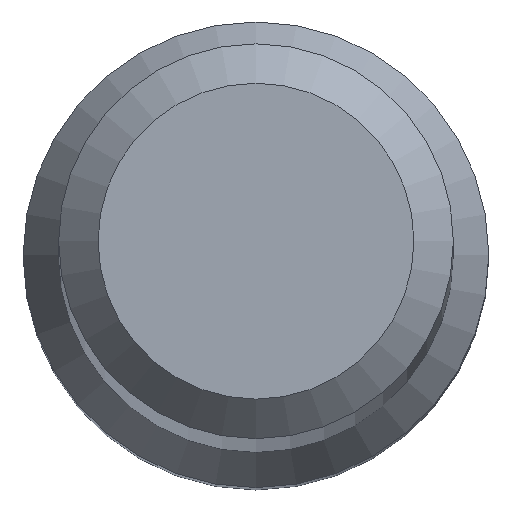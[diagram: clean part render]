
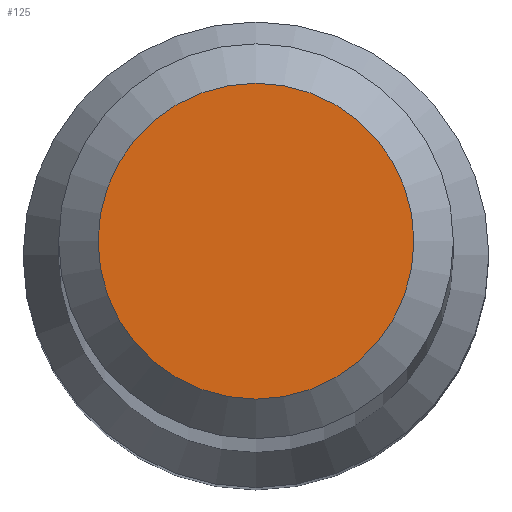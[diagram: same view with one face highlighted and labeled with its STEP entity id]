
A CAD part, top view. The second image highlights one B-rep face of the part: STEP entity #125.
In plain terms, the highlighted planar face has unit normal (0, 0, 1).
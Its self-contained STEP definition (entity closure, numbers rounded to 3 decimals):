
#25 = AXIS2_PLACEMENT_3D ( 'NONE', #127, #54, #74 ) ;
#26 = FACE_OUTER_BOUND ( 'NONE', #230, .T. ) ;
#41 = DIRECTION ( 'NONE',  ( 0., 0., 1. ) ) ;
#54 = DIRECTION ( 'NONE',  ( 0., 0., -1. ) ) ;
#73 = CIRCLE ( 'NONE', #25, 1.2 ) ;
#74 = DIRECTION ( 'NONE',  ( 0., 1., 0. ) ) ;
#99 = PLANE ( 'NONE',  #195 ) ;
#110 = CARTESIAN_POINT ( 'NONE',  ( 0., 1.2, 70. ) ) ;
#125 = ADVANCED_FACE ( 'NONE', ( #26 ), #99, .T. ) ;
#127 = CARTESIAN_POINT ( 'NONE',  ( 0., 0., 70. ) ) ;
#166 = DIRECTION ( 'NONE',  ( 0., -1., 0. ) ) ;
#175 = ORIENTED_EDGE ( 'NONE', *, *, #237, .F. ) ;
#186 = VERTEX_POINT ( 'NONE', #110 ) ;
#195 = AXIS2_PLACEMENT_3D ( 'NONE', #216, #41, #166 ) ;
#216 = CARTESIAN_POINT ( 'NONE',  ( 0., 0., 70. ) ) ;
#230 = EDGE_LOOP ( 'NONE', ( #175 ) ) ;
#237 = EDGE_CURVE ( 'NONE', #186, #186, #73, .T. ) ;
